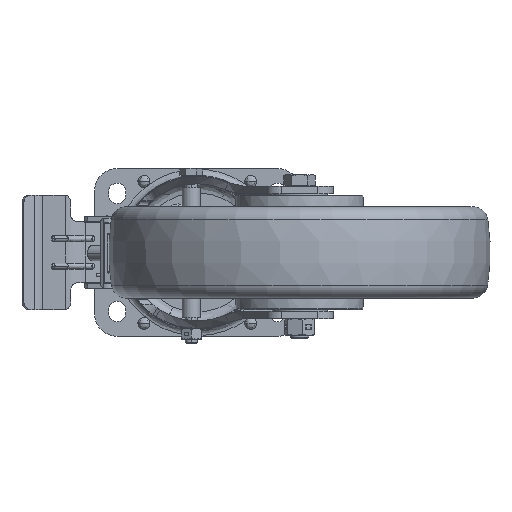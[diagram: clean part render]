
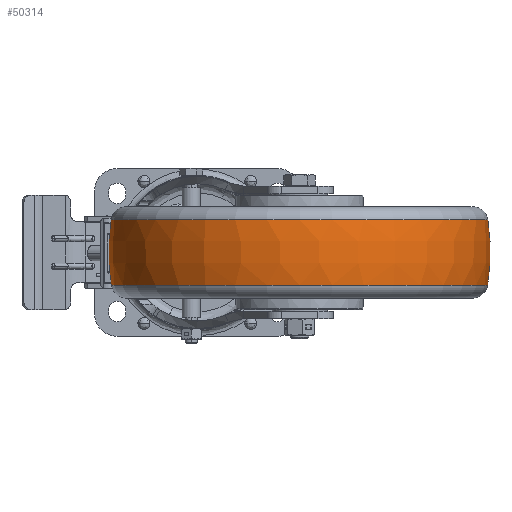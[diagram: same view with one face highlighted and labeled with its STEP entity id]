
A CAD part, front view. The second image highlights one B-rep face of the part: STEP entity #50314.
In plain terms, the highlighted toroidal (fillet/blend) face has major radius 15 mm and minor radius 140 mm.
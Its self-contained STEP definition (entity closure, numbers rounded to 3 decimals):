
#678 = ORIENTED_EDGE ( 'NONE', *, *, #16160, .F. ) ;
#4042 = EDGE_CURVE ( 'NONE', #43713, #42442, #30645, .T. ) ;
#5253 = AXIS2_PLACEMENT_3D ( 'NONE', #14811, #46450, #56729 ) ;
#6294 = CARTESIAN_POINT ( 'NONE',  ( 21.483, 0., -123.393 ) ) ;
#8143 = CARTESIAN_POINT ( 'NONE',  ( 0.329, 0., 0. ) ) ;
#11497 = CARTESIAN_POINT ( 'NONE',  ( -21.475, 0., 123.292 ) ) ;
#12658 = VERTEX_POINT ( 'NONE', #17685 ) ;
#14811 = CARTESIAN_POINT ( 'NONE',  ( -21.475, 0., 0. ) ) ;
#14914 = DIRECTION ( 'NONE',  ( 0., -1., 0. ) ) ;
#15480 = TOROIDAL_SURFACE ( 'NONE', #54691, -15., 140. ) ;
#15857 = AXIS2_PLACEMENT_3D ( 'NONE', #30417, #53750, #58095 ) ;
#16160 = EDGE_CURVE ( 'NONE', #12658, #42442, #29394, .T. ) ;
#16777 = CIRCLE ( 'NONE', #15857, 140. ) ;
#16980 = CARTESIAN_POINT ( 'NONE',  ( 21.483, 0., 0. ) ) ;
#17596 = DIRECTION ( 'NONE',  ( 0., 0., 1. ) ) ;
#17685 = CARTESIAN_POINT ( 'NONE',  ( -21.475, 0., -123.292 ) ) ;
#19632 = CARTESIAN_POINT ( 'NONE',  ( 21.483, 0., 123.393 ) ) ;
#21910 = DIRECTION ( 'NONE',  ( 0., 0., 1. ) ) ;
#23224 = FACE_OUTER_BOUND ( 'NONE', #40238, .T. ) ;
#24574 = CARTESIAN_POINT ( 'NONE',  ( 0.329, 0., -15. ) ) ;
#26092 = CIRCLE ( 'NONE', #43482, 123.393 ) ;
#26674 = DIRECTION ( 'NONE',  ( -1., 0., 0. ) ) ;
#28069 = EDGE_CURVE ( 'NONE', #44732, #12658, #16777, .T. ) ;
#29129 = DIRECTION ( 'NONE',  ( 0., 0., -1. ) ) ;
#29394 = CIRCLE ( 'NONE', #5253, 123.292 ) ;
#30417 = CARTESIAN_POINT ( 'NONE',  ( 0.329, 0., 15. ) ) ;
#30645 = CIRCLE ( 'NONE', #41654, 140. ) ;
#39166 = ORIENTED_EDGE ( 'NONE', *, *, #28069, .F. ) ;
#40238 = EDGE_LOOP ( 'NONE', ( #39166, #52250, #48983, #678 ) ) ;
#40508 = EDGE_CURVE ( 'NONE', #44732, #43713, #26092, .T. ) ;
#41654 = AXIS2_PLACEMENT_3D ( 'NONE', #24574, #14914, #29129 ) ;
#42442 = VERTEX_POINT ( 'NONE', #11497 ) ;
#43482 = AXIS2_PLACEMENT_3D ( 'NONE', #16980, #26674, #21910 ) ;
#43713 = VERTEX_POINT ( 'NONE', #19632 ) ;
#44721 = DIRECTION ( 'NONE',  ( -1., 0., 0. ) ) ;
#44732 = VERTEX_POINT ( 'NONE', #6294 ) ;
#46450 = DIRECTION ( 'NONE',  ( -1., 0., 0. ) ) ;
#48983 = ORIENTED_EDGE ( 'NONE', *, *, #4042, .T. ) ;
#50314 = ADVANCED_FACE ( 'NONE', ( #23224 ), #15480, .T. ) ;
#52250 = ORIENTED_EDGE ( 'NONE', *, *, #40508, .T. ) ;
#53750 = DIRECTION ( 'NONE',  ( 0., 1., 0. ) ) ;
#54691 = AXIS2_PLACEMENT_3D ( 'NONE', #8143, #44721, #17596 ) ;
#56729 = DIRECTION ( 'NONE',  ( 0., 0., 1. ) ) ;
#58095 = DIRECTION ( 'NONE',  ( 0., 0., 1. ) ) ;
